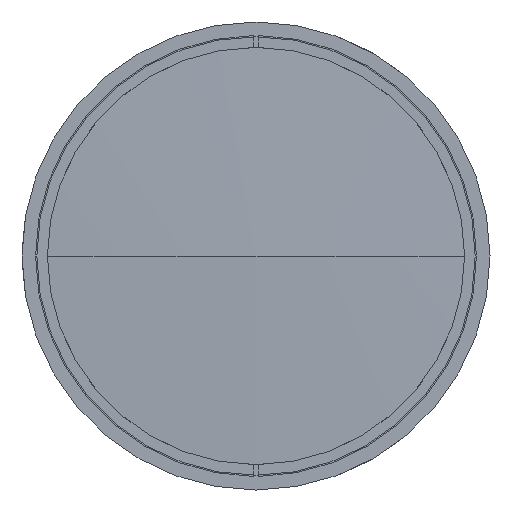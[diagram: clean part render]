
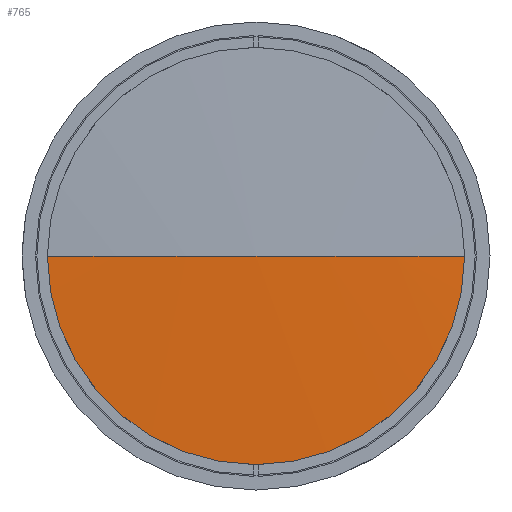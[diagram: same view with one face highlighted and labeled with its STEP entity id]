
A CAD part, left-side view. The second image highlights one B-rep face of the part: STEP entity #765.
In plain terms, the highlighted spherical face has radius 1260.71 mm.
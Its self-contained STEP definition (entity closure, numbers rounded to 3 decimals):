
#7 = CARTESIAN_POINT ( 'NONE',  ( 1260.71, 0., 0. ) ) ;
#285 = CARTESIAN_POINT ( 'NONE',  ( 1.515, 61.793, 0. ) ) ;
#443 = VERTEX_POINT ( 'NONE', #285 ) ;
#555 = AXIS2_PLACEMENT_3D ( 'NONE', #2978, #2984, #3003 ) ;
#765 = ADVANCED_FACE ( 'NONE', ( #2123 ), #1151, .T. ) ;
#860 = ORIENTED_EDGE ( 'NONE', *, *, #1780, .F. ) ;
#940 = EDGE_CURVE ( 'NONE', #1798, #1393, #1542, .T. ) ;
#1151 = SPHERICAL_SURFACE ( 'NONE', #555, 1260.71 ) ;
#1393 = VERTEX_POINT ( 'NONE', #3037 ) ;
#1542 = CIRCLE ( 'NONE', #2607, 1260.71 ) ;
#1551 = EDGE_LOOP ( 'NONE', ( #1728, #3009, #860 ) ) ;
#1641 = EDGE_CURVE ( 'NONE', #443, #1798, #2490, .T. ) ;
#1728 = ORIENTED_EDGE ( 'NONE', *, *, #1641, .T. ) ;
#1780 = EDGE_CURVE ( 'NONE', #443, #1393, #2537, .T. ) ;
#1798 = VERTEX_POINT ( 'NONE', #2141 ) ;
#1947 = DIRECTION ( 'NONE',  ( 1., 0., 0. ) ) ;
#1954 = DIRECTION ( 'NONE',  ( 0., 0., 1. ) ) ;
#2123 = FACE_OUTER_BOUND ( 'NONE', #1551, .T. ) ;
#2141 = CARTESIAN_POINT ( 'NONE',  ( 1.515, -61.793, 0. ) ) ;
#2438 = AXIS2_PLACEMENT_3D ( 'NONE', #3056, #2903, #2804 ) ;
#2490 = CIRCLE ( 'NONE', #2438, 61.793 ) ;
#2537 = CIRCLE ( 'NONE', #3095, 1260.71 ) ;
#2548 = CARTESIAN_POINT ( 'NONE',  ( 1260.71, 0., 0. ) ) ;
#2551 = DIRECTION ( 'NONE',  ( 0., 1., 0. ) ) ;
#2556 = DIRECTION ( 'NONE',  ( 0., 0., -1. ) ) ;
#2607 = AXIS2_PLACEMENT_3D ( 'NONE', #2548, #2556, #2551 ) ;
#2804 = DIRECTION ( 'NONE',  ( 0., 0., 1. ) ) ;
#2903 = DIRECTION ( 'NONE',  ( -1., 0., 0. ) ) ;
#2978 = CARTESIAN_POINT ( 'NONE',  ( 1260.71, 0., 0. ) ) ;
#2984 = DIRECTION ( 'NONE',  ( 0., 0., -1. ) ) ;
#3003 = DIRECTION ( 'NONE',  ( 0., 1., 0. ) ) ;
#3009 = ORIENTED_EDGE ( 'NONE', *, *, #940, .T. ) ;
#3037 = CARTESIAN_POINT ( 'NONE',  ( 0., 0., 0. ) ) ;
#3056 = CARTESIAN_POINT ( 'NONE',  ( 1.515, 0., 0. ) ) ;
#3095 = AXIS2_PLACEMENT_3D ( 'NONE', #7, #1954, #1947 ) ;
